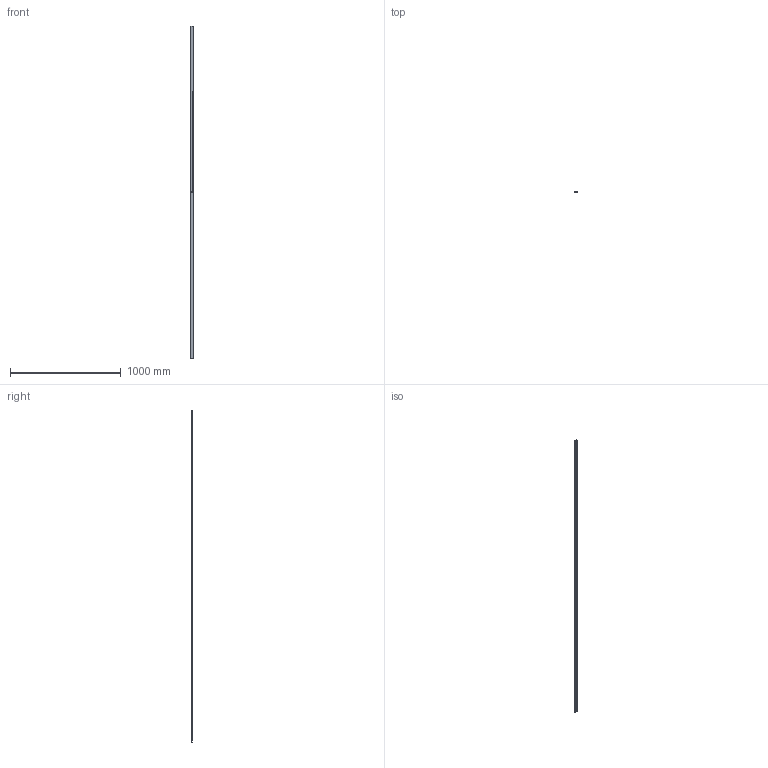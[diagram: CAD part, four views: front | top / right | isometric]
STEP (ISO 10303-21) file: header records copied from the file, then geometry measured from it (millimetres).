
FILE_DESCRIPTION (( 'STEP AP203' ), '1' );
FILE_NAME ('2307.step', '2022-03-29T13:18:37', ( '' ), ( '' ), 'SwSTEP 2.0', 'SolidWorks 2018', '' );
FILE_SCHEMA (( 'CONFIG_CONTROL_DESIGN' ));
Length unit declared in the file: millimetre
Products named in the file (1): 2307
Bounding box: 25 x 8 x 3000 mm (x, y, z)
Volume: 465724.9 mm3; surface area: 198562.4 mm2
Topology: 1 solids, 1 shells, 1413 faces, 2388 edges, 1592 vertices
Faces by surface type: plane 1314, bspline 97, cylinder 2
Entity records: 37041 total; most frequent: CARTESIAN_POINT 14187, ORIENTED_EDGE 4776, DIRECTION 3636, EDGE_CURVE 2388, EDGE_LOOP 2028, VERTEX_POINT 1592, ADVANCED_FACE 1413, FACE_OUTER_BOUND 1413
